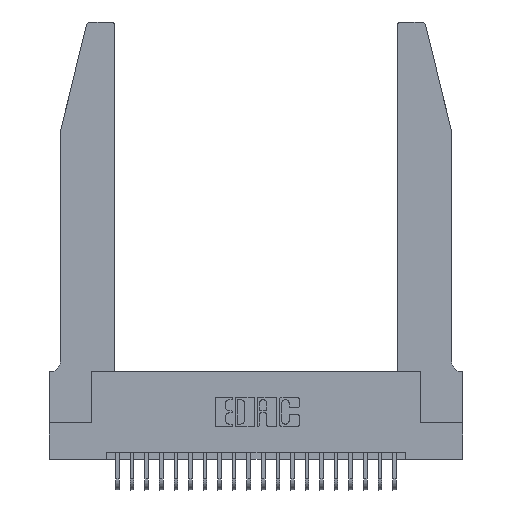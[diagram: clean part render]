
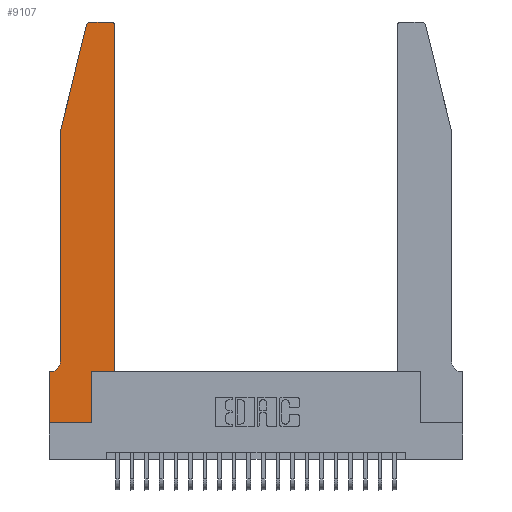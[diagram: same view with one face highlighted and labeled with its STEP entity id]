
A CAD part, top view. The second image highlights one B-rep face of the part: STEP entity #9107.
In plain terms, the highlighted planar face has unit normal (0, 0, 1).
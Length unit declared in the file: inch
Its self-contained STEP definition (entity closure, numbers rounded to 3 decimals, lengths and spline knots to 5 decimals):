
#304 = DIRECTION ( 'NONE',  ( 1., 0., 0. ) ) ;
#800 = EDGE_CURVE ( 'NONE', #20510, #1891, #7998, .T. ) ;
#834 = ORIENTED_EDGE ( 'NONE', *, *, #7500, .T. ) ;
#1165 = DIRECTION ( 'NONE',  ( 0., 0., -1. ) ) ;
#1389 = CARTESIAN_POINT ( 'NONE',  ( 0.0055, 0.35, 0.37 ) ) ;
#1570 = AXIS2_PLACEMENT_3D ( 'NONE', #17759, #18953, #22083 ) ;
#1630 = CARTESIAN_POINT ( 'NONE',  ( 0., 0.35, 0.37 ) ) ;
#1791 = LINE ( 'NONE', #19692, #16849 ) ;
#1838 = VECTOR ( 'NONE', #5875, 39.37008 ) ;
#1854 = VERTEX_POINT ( 'NONE', #1389 ) ;
#1891 = VERTEX_POINT ( 'NONE', #18697 ) ;
#1915 = FACE_OUTER_BOUND ( 'NONE', #10983, .T. ) ;
#2252 = LINE ( 'NONE', #5840, #19147 ) ;
#2632 = ORIENTED_EDGE ( 'NONE', *, *, #8360, .T. ) ;
#2786 = CARTESIAN_POINT ( 'NONE',  ( 0.4505, 2.72, 0.37 ) ) ;
#3062 = CIRCLE ( 'NONE', #16605, 0.03 ) ;
#3438 = EDGE_CURVE ( 'NONE', #3479, #20510, #1791, .T. ) ;
#3479 = VERTEX_POINT ( 'NONE', #21460 ) ;
#3981 = VECTOR ( 'NONE', #12505, 39.37008 ) ;
#4232 = VERTEX_POINT ( 'NONE', #1630 ) ;
#5060 = LINE ( 'NONE', #22749, #24990 ) ;
#5137 = CARTESIAN_POINT ( 'NONE',  ( 0.2865, 0.35, 0.37 ) ) ;
#5578 = VECTOR ( 'NONE', #11687, 39.37008 ) ;
#5840 = CARTESIAN_POINT ( 'NONE',  ( 0.2865, 0.35, 0.37 ) ) ;
#5875 = DIRECTION ( 'NONE',  ( 1., 0., 0. ) ) ;
#5939 = VERTEX_POINT ( 'NONE', #11383 ) ;
#6319 = CIRCLE ( 'NONE', #10544, 0.03 ) ;
#6536 = EDGE_CURVE ( 'NONE', #1854, #4232, #5060, .T. ) ;
#7271 = DIRECTION ( 'NONE',  ( 0., 1., 0. ) ) ;
#7500 = EDGE_CURVE ( 'NONE', #1891, #1854, #14947, .T. ) ;
#7865 = LINE ( 'NONE', #16964, #1838 ) ;
#7890 = ORIENTED_EDGE ( 'NONE', *, *, #6536, .T. ) ;
#7998 = LINE ( 'NONE', #15526, #5578 ) ;
#8064 = CARTESIAN_POINT ( 'NONE',  ( 0.4505, 0.35, 0.37 ) ) ;
#8076 = DIRECTION ( 'NONE',  ( -0.239, -0.971, 0. ) ) ;
#8360 = EDGE_CURVE ( 'NONE', #13660, #24210, #2252, .T. ) ;
#8425 = VERTEX_POINT ( 'NONE', #14507 ) ;
#8765 = DIRECTION ( 'NONE',  ( 1., 0., 0. ) ) ;
#9026 = LINE ( 'NONE', #10344, #23822 ) ;
#9107 = ADVANCED_FACE ( 'NONE', ( #1915 ), #21261, .T. ) ;
#10012 = LINE ( 'NONE', #24092, #3981 ) ;
#10344 = CARTESIAN_POINT ( 'NONE',  ( 0.4505, 0.35, 0.37 ) ) ;
#10449 = DIRECTION ( 'NONE',  ( 0., 1., 0. ) ) ;
#10475 = EDGE_CURVE ( 'NONE', #4232, #5939, #10012, .T. ) ;
#10544 = AXIS2_PLACEMENT_3D ( 'NONE', #14318, #14556, #8765 ) ;
#10958 = DIRECTION ( 'NONE',  ( -1., 0., 0. ) ) ;
#10983 = EDGE_LOOP ( 'NONE', ( #21701, #15256, #24834, #24712, #834, #7890, #15667, #11806, #2632, #14210, #14853, #20759 ) ) ;
#11383 = CARTESIAN_POINT ( 'NONE',  ( 0., 0., 0.37 ) ) ;
#11480 = VERTEX_POINT ( 'NONE', #2786 ) ;
#11687 = DIRECTION ( 'NONE',  ( 0., -1., 0. ) ) ;
#11806 = ORIENTED_EDGE ( 'NONE', *, *, #18311, .T. ) ;
#12505 = DIRECTION ( 'NONE',  ( 0., -1., 0. ) ) ;
#13083 = CARTESIAN_POINT ( 'NONE',  ( 0.2605, 2.75, 0.37 ) ) ;
#13660 = VERTEX_POINT ( 'NONE', #23517 ) ;
#13924 = VECTOR ( 'NONE', #18733, 39.37008 ) ;
#14210 = ORIENTED_EDGE ( 'NONE', *, *, #23104, .T. ) ;
#14232 = EDGE_CURVE ( 'NONE', #22999, #11480, #14547, .T. ) ;
#14318 = CARTESIAN_POINT ( 'NONE',  ( 0.4205, 2.72, 0.37 ) ) ;
#14507 = CARTESIAN_POINT ( 'NONE',  ( 0.4205, 2.75, 0.37 ) ) ;
#14547 = LINE ( 'NONE', #18064, #24859 ) ;
#14556 = DIRECTION ( 'NONE',  ( 0., 0., 1. ) ) ;
#14648 = VERTEX_POINT ( 'NONE', #14834 ) ;
#14834 = CARTESIAN_POINT ( 'NONE',  ( 0.284, 2.75, 0.37 ) ) ;
#14853 = ORIENTED_EDGE ( 'NONE', *, *, #14232, .T. ) ;
#14947 = CIRCLE ( 'NONE', #17685, 0.07 ) ;
#15256 = ORIENTED_EDGE ( 'NONE', *, *, #15774, .T. ) ;
#15526 = CARTESIAN_POINT ( 'NONE',  ( 0.0755, 2., 0.37 ) ) ;
#15610 = EDGE_CURVE ( 'NONE', #8425, #14648, #18107, .T. ) ;
#15667 = ORIENTED_EDGE ( 'NONE', *, *, #10475, .T. ) ;
#15774 = EDGE_CURVE ( 'NONE', #14648, #3479, #3062, .T. ) ;
#16605 = AXIS2_PLACEMENT_3D ( 'NONE', #23303, #22520, #304 ) ;
#16849 = VECTOR ( 'NONE', #8076, 39.37008 ) ;
#16964 = CARTESIAN_POINT ( 'NONE',  ( 0., 0., 0.37 ) ) ;
#17223 = EDGE_CURVE ( 'NONE', #11480, #8425, #6319, .T. ) ;
#17685 = AXIS2_PLACEMENT_3D ( 'NONE', #24352, #1165, #22529 ) ;
#17759 = CARTESIAN_POINT ( 'NONE',  ( 0., 0.35, 0.37 ) ) ;
#18064 = CARTESIAN_POINT ( 'NONE',  ( 0.4505, 0.35, 0.37 ) ) ;
#18107 = LINE ( 'NONE', #13083, #13924 ) ;
#18311 = EDGE_CURVE ( 'NONE', #5939, #13660, #7865, .T. ) ;
#18697 = CARTESIAN_POINT ( 'NONE',  ( 0.0755, 0.42, 0.37 ) ) ;
#18733 = DIRECTION ( 'NONE',  ( -1., 0., 0. ) ) ;
#18953 = DIRECTION ( 'NONE',  ( 0., 0., 1. ) ) ;
#19147 = VECTOR ( 'NONE', #7271, 39.37008 ) ;
#19692 = CARTESIAN_POINT ( 'NONE',  ( 0.0755, 2., 0.37 ) ) ;
#20024 = DIRECTION ( 'NONE',  ( 1., 0., 0. ) ) ;
#20104 = CARTESIAN_POINT ( 'NONE',  ( 0.0755, 2., 0.37 ) ) ;
#20510 = VERTEX_POINT ( 'NONE', #20104 ) ;
#20759 = ORIENTED_EDGE ( 'NONE', *, *, #17223, .T. ) ;
#21261 = PLANE ( 'NONE',  #1570 ) ;
#21460 = CARTESIAN_POINT ( 'NONE',  ( 0.25487, 2.72718, 0.37 ) ) ;
#21701 = ORIENTED_EDGE ( 'NONE', *, *, #15610, .T. ) ;
#22083 = DIRECTION ( 'NONE',  ( 1., 0., 0. ) ) ;
#22520 = DIRECTION ( 'NONE',  ( 0., 0., 1. ) ) ;
#22529 = DIRECTION ( 'NONE',  ( -1., 0., 0. ) ) ;
#22749 = CARTESIAN_POINT ( 'NONE',  ( 0.0755, 0.35, 0.37 ) ) ;
#22999 = VERTEX_POINT ( 'NONE', #8064 ) ;
#23104 = EDGE_CURVE ( 'NONE', #24210, #22999, #9026, .T. ) ;
#23303 = CARTESIAN_POINT ( 'NONE',  ( 0.284, 2.72, 0.37 ) ) ;
#23517 = CARTESIAN_POINT ( 'NONE',  ( 0.2865, 0., 0.37 ) ) ;
#23822 = VECTOR ( 'NONE', #20024, 39.37008 ) ;
#24092 = CARTESIAN_POINT ( 'NONE',  ( 0., 0., 0.37 ) ) ;
#24210 = VERTEX_POINT ( 'NONE', #5137 ) ;
#24352 = CARTESIAN_POINT ( 'NONE',  ( 0.0055, 0.42, 0.37 ) ) ;
#24712 = ORIENTED_EDGE ( 'NONE', *, *, #800, .T. ) ;
#24834 = ORIENTED_EDGE ( 'NONE', *, *, #3438, .T. ) ;
#24859 = VECTOR ( 'NONE', #10449, 39.37008 ) ;
#24990 = VECTOR ( 'NONE', #10958, 39.37008 ) ;
